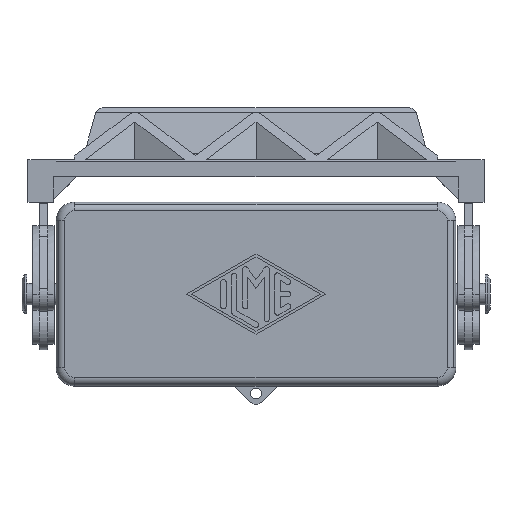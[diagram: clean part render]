
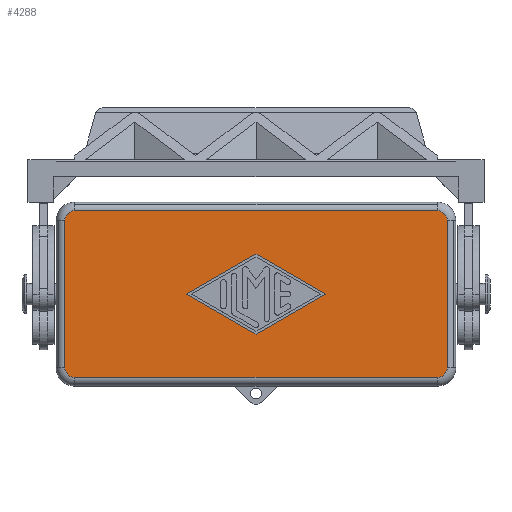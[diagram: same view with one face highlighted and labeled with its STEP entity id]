
A CAD part, top view. The second image highlights one B-rep face of the part: STEP entity #4288.
In plain terms, the highlighted planar face has unit normal (0, 0, 1).
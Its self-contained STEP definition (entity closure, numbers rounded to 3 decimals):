
#143=CARTESIAN_POINT('',(44.75,17.2,12.));
#144=VERTEX_POINT('',#143);
#152=CARTESIAN_POINT('',(44.75,-17.2,12.));
#153=VERTEX_POINT('',#152);
#154=CARTESIAN_POINT('',(44.75,17.2,12.));
#155=DIRECTION('',(0.0,-1.0,0.0));
#156=VECTOR('',#155,34.4);
#157=LINE('',#154,#156);
#158=EDGE_CURVE('',#144,#153,#157,.T.);
#227=CARTESIAN_POINT('',(42.45,-19.5,12.));
#228=VERTEX_POINT('',#227);
#236=CARTESIAN_POINT('',(-42.45,-19.5,12.));
#237=VERTEX_POINT('',#236);
#238=CARTESIAN_POINT('',(42.45,-19.5,12.));
#239=DIRECTION('',(-1.0,0.0,0.0));
#240=VECTOR('',#239,84.9);
#241=LINE('',#238,#240);
#242=EDGE_CURVE('',#228,#237,#241,.T.);
#311=CARTESIAN_POINT('',(-44.75,-17.2,12.));
#312=VERTEX_POINT('',#311);
#320=CARTESIAN_POINT('',(-44.75,17.2,12.));
#321=VERTEX_POINT('',#320);
#322=CARTESIAN_POINT('',(-44.75,-17.2,12.));
#323=DIRECTION('',(0.0,1.0,0.0));
#324=VECTOR('',#323,34.4);
#325=LINE('',#322,#324);
#326=EDGE_CURVE('',#312,#321,#325,.T.);
#353=CARTESIAN_POINT('',(-42.45,19.5,12.));
#354=VERTEX_POINT('',#353);
#362=CARTESIAN_POINT('',(42.45,19.5,12.));
#363=VERTEX_POINT('',#362);
#364=CARTESIAN_POINT('',(-42.45,19.5,12.));
#365=DIRECTION('',(1.0,0.0,0.0));
#366=VECTOR('',#365,84.9);
#367=LINE('',#364,#366);
#368=EDGE_CURVE('',#354,#363,#367,.T.);
#3478=CARTESIAN_POINT('',(-16.25,0.,12.));
#3479=VERTEX_POINT('',#3478);
#3486=CARTESIAN_POINT('',(0.,-9.375,12.));
#3487=VERTEX_POINT('',#3486);
#3488=CARTESIAN_POINT('',(0.,-9.375,12.));
#3489=DIRECTION('',(-0.866,0.5,0.0));
#3490=VECTOR('',#3489,18.76);
#3491=LINE('',#3488,#3490);
#3492=EDGE_CURVE('',#3487,#3479,#3491,.T.);
#3517=CARTESIAN_POINT('',(16.25,0.,12.));
#3518=VERTEX_POINT('',#3517);
#3519=CARTESIAN_POINT('',(16.25,0.,12.));
#3520=DIRECTION('',(-0.866,-0.5,0.0));
#3521=VECTOR('',#3520,18.76);
#3522=LINE('',#3519,#3521);
#3523=EDGE_CURVE('',#3518,#3487,#3522,.T.);
#3548=CARTESIAN_POINT('',(0.,9.375,12.));
#3549=VERTEX_POINT('',#3548);
#3550=CARTESIAN_POINT('',(0.,9.375,12.));
#3551=DIRECTION('',(0.866,-0.5,0.0));
#3552=VECTOR('',#3551,18.76);
#3553=LINE('',#3550,#3552);
#3554=EDGE_CURVE('',#3549,#3518,#3553,.T.);
#3577=CARTESIAN_POINT('',(-16.25,0.,12.));
#3578=DIRECTION('',(0.866,0.5,0.0));
#3579=VECTOR('',#3578,18.76);
#3580=LINE('',#3577,#3579);
#3581=EDGE_CURVE('',#3479,#3549,#3580,.T.);
#4243=CARTESIAN_POINT('',(0.0,0.0,12.));
#4244=DIRECTION('',(0.0,0.0,1.0));
#4245=DIRECTION('',(1.0,0.0,0.0));
#4246=AXIS2_PLACEMENT_3D('',#4243,#4244,#4245);
#4247=PLANE('',#4246);
#4248=CARTESIAN_POINT('',(-42.45,17.2,12.));
#4249=DIRECTION('',(0.0,0.0,-1.0));
#4250=DIRECTION('',(-0.707,0.707,0.0));
#4251=AXIS2_PLACEMENT_3D('',#4248,#4249,#4250);
#4252=CIRCLE('',#4251,2.3);
#4253=EDGE_CURVE('',#321,#354,#4252,.T.);
#4254=ORIENTED_EDGE('',*,*,#4253,.F.);
#4255=ORIENTED_EDGE('',*,*,#326,.F.);
#4256=CARTESIAN_POINT('',(-42.45,-17.2,12.));
#4257=DIRECTION('',(0.0,0.0,-1.0));
#4258=DIRECTION('',(-0.707,-0.707,0.0));
#4259=AXIS2_PLACEMENT_3D('',#4256,#4257,#4258);
#4260=CIRCLE('',#4259,2.3);
#4261=EDGE_CURVE('',#237,#312,#4260,.T.);
#4262=ORIENTED_EDGE('',*,*,#4261,.F.);
#4263=ORIENTED_EDGE('',*,*,#242,.F.);
#4264=CARTESIAN_POINT('',(42.45,-17.2,12.));
#4265=DIRECTION('',(0.0,0.0,-1.0));
#4266=DIRECTION('',(0.707,-0.707,0.0));
#4267=AXIS2_PLACEMENT_3D('',#4264,#4265,#4266);
#4268=CIRCLE('',#4267,2.3);
#4269=EDGE_CURVE('',#153,#228,#4268,.T.);
#4270=ORIENTED_EDGE('',*,*,#4269,.F.);
#4271=ORIENTED_EDGE('',*,*,#158,.F.);
#4272=CARTESIAN_POINT('',(42.45,17.2,12.));
#4273=DIRECTION('',(0.0,0.0,-1.0));
#4274=DIRECTION('',(0.707,0.707,0.0));
#4275=AXIS2_PLACEMENT_3D('',#4272,#4273,#4274);
#4276=CIRCLE('',#4275,2.3);
#4277=EDGE_CURVE('',#363,#144,#4276,.T.);
#4278=ORIENTED_EDGE('',*,*,#4277,.F.);
#4279=ORIENTED_EDGE('',*,*,#368,.F.);
#4280=EDGE_LOOP('',(#4254,#4255,#4262,#4263,#4270,#4271,#4278,#4279));
#4281=FACE_OUTER_BOUND('',#4280,.T.);
#4282=ORIENTED_EDGE('',*,*,#3492,.T.);
#4283=ORIENTED_EDGE('',*,*,#3581,.T.);
#4284=ORIENTED_EDGE('',*,*,#3554,.T.);
#4285=ORIENTED_EDGE('',*,*,#3523,.T.);
#4286=EDGE_LOOP('',(#4282,#4283,#4284,#4285));
#4287=FACE_BOUND('',#4286,.T.);
#4288=ADVANCED_FACE('',(#4281,#4287),#4247,.T.);
